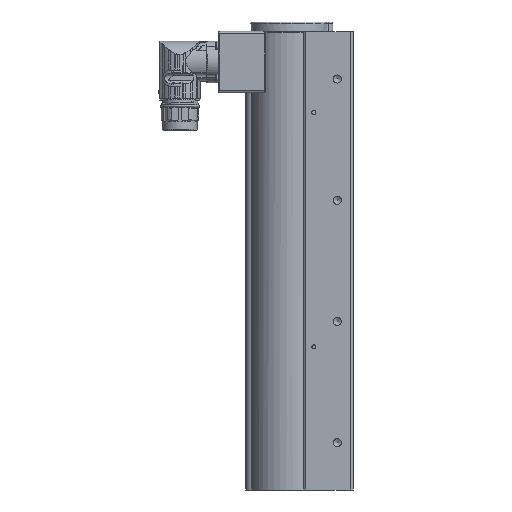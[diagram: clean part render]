
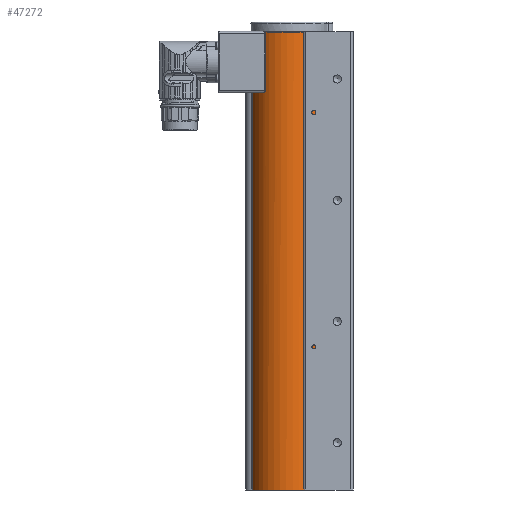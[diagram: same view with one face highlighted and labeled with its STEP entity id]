
A CAD part, left-side view. The second image highlights one B-rep face of the part: STEP entity #47272.
In plain terms, the highlighted cylindrical face has radius 24 mm (diameter 48 mm), a partial arc.
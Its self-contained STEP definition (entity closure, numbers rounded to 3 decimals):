
#1020 = ORIENTED_EDGE ( 'NONE', *, *, #4018, .F. ) ;
#3535 = DIRECTION ( 'NONE',  ( 0., 0., -1. ) ) ;
#4018 = EDGE_CURVE ( 'NONE', #23868, #25157, #33161, .T. ) ;
#5439 = CARTESIAN_POINT ( 'NONE',  ( 0., 0., 0. ) ) ;
#5482 = CARTESIAN_POINT ( 'NONE',  ( -18.156, 15.697, 246.174 ) ) ;
#6208 = AXIS2_PLACEMENT_3D ( 'NONE', #57163, #3535, #84441 ) ;
#6319 = AXIS2_PLACEMENT_3D ( 'NONE', #64467, #57295, #11221 ) ;
#8079 = CARTESIAN_POINT ( 'NONE',  ( -7.529, -22.788, 283.3 ) ) ;
#9322 = CYLINDRICAL_SURFACE ( 'NONE', #6208, 24. ) ;
#9578 = CIRCLE ( 'NONE', #23773, 24. ) ;
#10007 = CARTESIAN_POINT ( 'NONE',  ( -18.469, 15.326, 282.855 ) ) ;
#10492 = EDGE_CURVE ( 'NONE', #74224, #25157, #9578, .T. ) ;
#10926 = ORIENTED_EDGE ( 'NONE', *, *, #40175, .T. ) ;
#11131 = DIRECTION ( 'NONE',  ( 1., 0., 0. ) ) ;
#11221 = DIRECTION ( 'NONE',  ( 0., -1., 0. ) ) ;
#11307 = CARTESIAN_POINT ( 'NONE',  ( -18.042, 15.826, 283.3 ) ) ;
#12754 = AXIS2_PLACEMENT_3D ( 'NONE', #24037, #85411, #11131 ) ;
#15137 = VERTEX_POINT ( 'NONE', #75396 ) ;
#16662 = CARTESIAN_POINT ( 'NONE',  ( -18.412, 15.396, 282.954 ) ) ;
#16853 = EDGE_CURVE ( 'NONE', #15137, #31612, #31908, .T. ) ;
#18811 = CARTESIAN_POINT ( 'NONE',  ( -17.569, 16.353, 245.9 ) ) ;
#19162 = ORIENTED_EDGE ( 'NONE', *, *, #65667, .T. ) ;
#19829 = ORIENTED_EDGE ( 'NONE', *, *, #76827, .T. ) ;
#22370 = CARTESIAN_POINT ( 'NONE',  ( -18.469, 15.326, 283.7 ) ) ;
#22807 = VECTOR ( 'NONE', #69853, 1000. ) ;
#22828 = ORIENTED_EDGE ( 'NONE', *, *, #10492, .T. ) ;
#23773 = AXIS2_PLACEMENT_3D ( 'NONE', #5439, #32219, #73364 ) ;
#23868 = VERTEX_POINT ( 'NONE', #8079 ) ;
#24037 = CARTESIAN_POINT ( 'NONE',  ( 0., 0., 283.3 ) ) ;
#24209 = CARTESIAN_POINT ( 'NONE',  ( -18.2, 15.645, 283.187 ) ) ;
#25157 = VERTEX_POINT ( 'NONE', #34098 ) ;
#25786 = EDGE_CURVE ( 'NONE', #26153, #84556, #44931, .T. ) ;
#26153 = VERTEX_POINT ( 'NONE', #32530 ) ;
#26838 = CARTESIAN_POINT ( 'NONE',  ( -18.063, 15.803, 246.108 ) ) ;
#28565 = ORIENTED_EDGE ( 'NONE', *, *, #25786, .T. ) ;
#31612 = VERTEX_POINT ( 'NONE', #62734 ) ;
#31908 = CIRCLE ( 'NONE', #6319, 24. ) ;
#32219 = DIRECTION ( 'NONE',  ( 0., 0., 1. ) ) ;
#32530 = CARTESIAN_POINT ( 'NONE',  ( -18.042, 15.826, 283.3 ) ) ;
#32909 = ORIENTED_EDGE ( 'NONE', *, *, #16853, .T. ) ;
#32941 = LINE ( 'NONE', #47242, #69395 ) ;
#33156 = CARTESIAN_POINT ( 'NONE',  ( -18.469, 15.326, 246.545 ) ) ;
#33161 = LINE ( 'NONE', #66297, #71121 ) ;
#34098 = CARTESIAN_POINT ( 'NONE',  ( -7.529, -22.788, 0. ) ) ;
#36956 = FACE_OUTER_BOUND ( 'NONE', #38565, .T. ) ;
#38525 = CARTESIAN_POINT ( 'NONE',  ( -18.344, 15.476, 283.04 ) ) ;
#38565 = EDGE_LOOP ( 'NONE', ( #19162, #32909, #19829, #22828, #1020, #59127, #28565, #10926 ) ) ;
#39847 = CARTESIAN_POINT ( 'NONE',  ( -17.355, 16.577, 245.9 ) ) ;
#40175 = EDGE_CURVE ( 'NONE', #84556, #67696, #76527, .T. ) ;
#40470 = B_SPLINE_CURVE_WITH_KNOTS ( 'NONE', 3,
 ( #33156, #88193, #46112, #5482, #26838, #47927, #18811, #39847 ),
 .UNSPECIFIED., .F., .F.,
 ( 4, 2, 2, 4 ),
 ( 0., 0., 0.001, 0.002 ),
 .UNSPECIFIED. ) ;
#44931 = B_SPLINE_CURVE_WITH_KNOTS ( 'NONE', 3,
 ( #11307, #77492, #24209, #38525, #16662, #10007 ),
 .UNSPECIFIED., .F., .F.,
 ( 4, 2, 4 ),
 ( 0.001, 0.001, 0.002 ),
 .UNSPECIFIED. ) ;
#45341 = CARTESIAN_POINT ( 'NONE',  ( -18.469, 15.326, 282.855 ) ) ;
#46112 = CARTESIAN_POINT ( 'NONE',  ( -18.325, 15.499, 246.335 ) ) ;
#47242 = CARTESIAN_POINT ( 'NONE',  ( -7.529, 22.788, 283.5 ) ) ;
#47272 = ADVANCED_FACE ( 'NONE', ( #36956 ), #9322, .T. ) ;
#47927 = CARTESIAN_POINT ( 'NONE',  ( -17.777, 16.127, 245.952 ) ) ;
#57163 = CARTESIAN_POINT ( 'NONE',  ( 0., 0., 283.5 ) ) ;
#57295 = DIRECTION ( 'NONE',  ( 0., 0., -1. ) ) ;
#59127 = ORIENTED_EDGE ( 'NONE', *, *, #87748, .T. ) ;
#59898 = CIRCLE ( 'NONE', #12754, 24. ) ;
#62734 = CARTESIAN_POINT ( 'NONE',  ( -7.529, 22.788, 245.9 ) ) ;
#64467 = CARTESIAN_POINT ( 'NONE',  ( 0., 0., 245.9 ) ) ;
#65667 = EDGE_CURVE ( 'NONE', #67696, #15137, #40470, .T. ) ;
#65839 = DIRECTION ( 'NONE',  ( 0., 0., -1. ) ) ;
#66015 = CARTESIAN_POINT ( 'NONE',  ( -7.529, 22.788, 0. ) ) ;
#66297 = CARTESIAN_POINT ( 'NONE',  ( -7.529, -22.788, 283.5 ) ) ;
#67696 = VERTEX_POINT ( 'NONE', #75809 ) ;
#69395 = VECTOR ( 'NONE', #74523, 1000. ) ;
#69853 = DIRECTION ( 'NONE',  ( 0., 0., -1. ) ) ;
#71121 = VECTOR ( 'NONE', #65839, 1000. ) ;
#73364 = DIRECTION ( 'NONE',  ( 1., 0., 0. ) ) ;
#74224 = VERTEX_POINT ( 'NONE', #66015 ) ;
#74523 = DIRECTION ( 'NONE',  ( 0., 0., -1. ) ) ;
#75396 = CARTESIAN_POINT ( 'NONE',  ( -17.355, 16.577, 245.9 ) ) ;
#75809 = CARTESIAN_POINT ( 'NONE',  ( -18.469, 15.326, 246.545 ) ) ;
#76527 = LINE ( 'NONE', #22370, #22807 ) ;
#76827 = EDGE_CURVE ( 'NONE', #31612, #74224, #32941, .T. ) ;
#77492 = CARTESIAN_POINT ( 'NONE',  ( -18.123, 15.734, 283.249 ) ) ;
#84441 = DIRECTION ( 'NONE',  ( -1., 0., 0. ) ) ;
#84556 = VERTEX_POINT ( 'NONE', #45341 ) ;
#85411 = DIRECTION ( 'NONE',  ( 0., 0., -1. ) ) ;
#87748 = EDGE_CURVE ( 'NONE', #23868, #26153, #59898, .T. ) ;
#88193 = CARTESIAN_POINT ( 'NONE',  ( -18.402, 15.407, 246.43 ) ) ;
